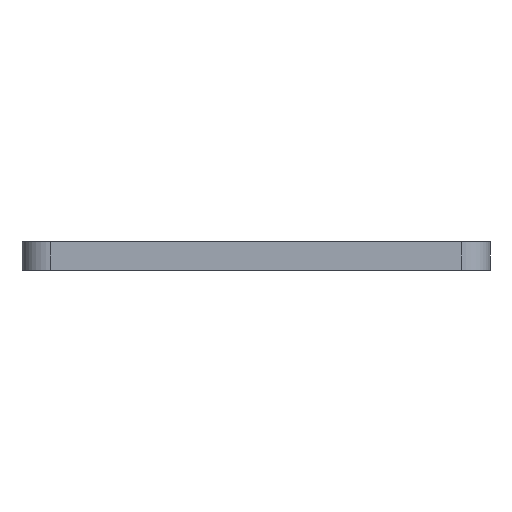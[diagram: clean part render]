
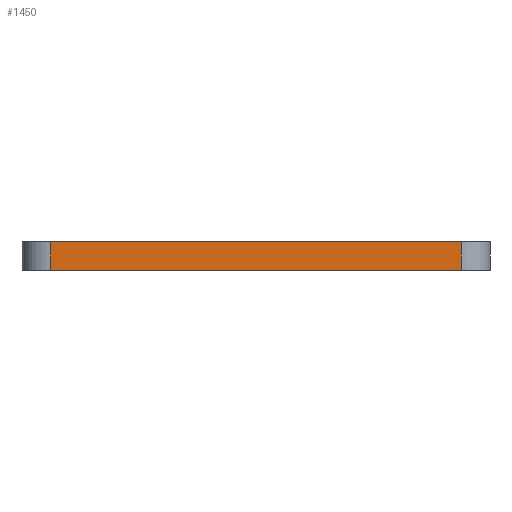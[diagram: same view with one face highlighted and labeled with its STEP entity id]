
A CAD part, left-side view. The second image highlights one B-rep face of the part: STEP entity #1450.
In plain terms, the highlighted planar face has unit normal (-1, 0, 0).
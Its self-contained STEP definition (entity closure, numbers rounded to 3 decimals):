
#74=PLANE('',#1617);
#144=FACE_OUTER_BOUND('',#215,.T.);
#215=EDGE_LOOP('',(#1198,#1199,#1200,#1201));
#374=LINE('',#2456,#503);
#375=LINE('',#2460,#504);
#376=LINE('',#2462,#505);
#377=LINE('',#2463,#506);
#503=VECTOR('',#2034,10.);
#504=VECTOR('',#2039,10.);
#505=VECTOR('',#2040,10.);
#506=VECTOR('',#2041,10.);
#719=VERTEX_POINT('',#2453);
#720=VERTEX_POINT('',#2455);
#721=VERTEX_POINT('',#2459);
#722=VERTEX_POINT('',#2461);
#923=EDGE_CURVE('',#720,#719,#374,.T.);
#925=EDGE_CURVE('',#719,#721,#375,.T.);
#926=EDGE_CURVE('',#722,#721,#376,.T.);
#927=EDGE_CURVE('',#722,#720,#377,.T.);
#1198=ORIENTED_EDGE('',*,*,#925,.T.);
#1199=ORIENTED_EDGE('',*,*,#926,.F.);
#1200=ORIENTED_EDGE('',*,*,#927,.T.);
#1201=ORIENTED_EDGE('',*,*,#923,.T.);
#1450=ADVANCED_FACE('',(#144),#74,.T.);
#1617=AXIS2_PLACEMENT_3D('',#2458,#2037,#2038);
#2034=DIRECTION('',(0.,0.,1.));
#2037=DIRECTION('center_axis',(-1.,0.,0.));
#2038=DIRECTION('ref_axis',(0.,0.,1.));
#2039=DIRECTION('',(0.,1.,0.));
#2040=DIRECTION('',(0.,0.,1.));
#2041=DIRECTION('',(0.,-1.,0.));
#2453=CARTESIAN_POINT('',(0.,4.,4.));
#2455=CARTESIAN_POINT('',(0.,4.,0.));
#2456=CARTESIAN_POINT('',(0.,4.,0.));
#2458=CARTESIAN_POINT('Origin',(0.,4.,0.));
#2459=CARTESIAN_POINT('',(0.,61.,4.));
#2460=CARTESIAN_POINT('',(0.,61.,4.));
#2461=CARTESIAN_POINT('',(0.,61.,0.));
#2462=CARTESIAN_POINT('',(0.,61.,0.));
#2463=CARTESIAN_POINT('',(0.,61.,0.));
